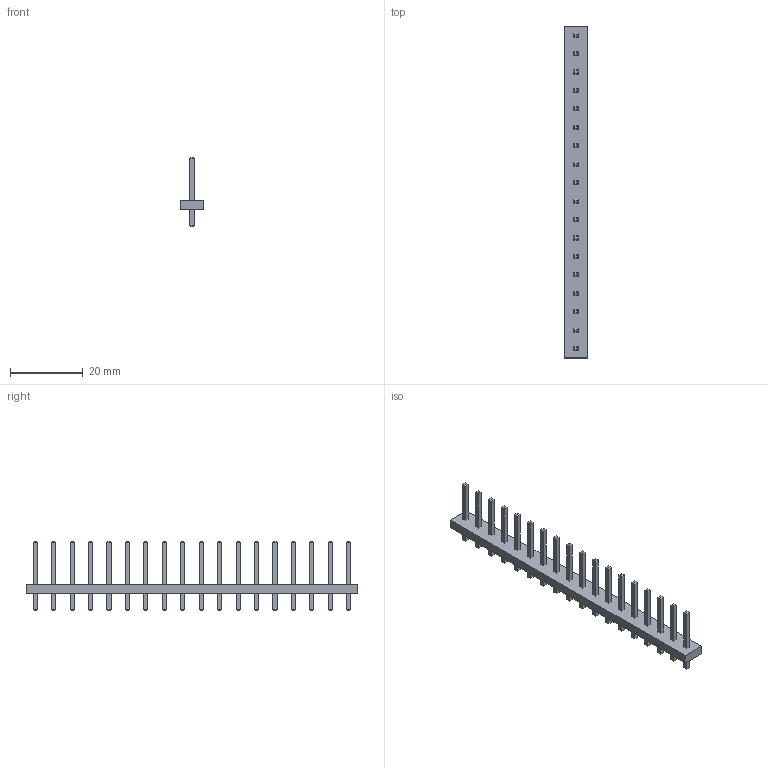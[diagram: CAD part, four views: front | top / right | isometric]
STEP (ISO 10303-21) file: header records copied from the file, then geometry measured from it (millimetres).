
FILE_DESCRIPTION(/* description */ ('model of Samtec_HPM-18-01-x-S_Straight_1x18_Pitch5.08mm'),/* implementation_level */ '2;1');
FILE_NAME(/* name */ 'Samtec_HPM-18-01-x-S_Straight_1x18_Pitch5.08mm.step',/* time_stamp */ '2023-01-04T12:13:40',/* author */ ('KiCAD','kicad'),/* organization */ ('OCCT'),/* preprocessor_version */ '',/* originating_system */ 'KiCAD',/* authorisation */ '');
FILE_SCHEMA(('AUTOMOTIVE_DESIGN { 1 0 10303 214 1 1 1 1 }'));
Length unit declared in the file: millimetre
Products named in the file (7): CQ assembly; d70ac7a6-8c20-11ed-9f4e-a0cec80452fd; d70ac7a6-8c20-11ed-9f4e-a0cec80452fd_part; d70acc24-8c20-11ed-9f4e-a0cec80452fd; d70acc24-8c20-11ed-9f4e-a0cec80452fd_part; d70acef4-8c20-11ed-9f4e-a0cec80452fd; d70acef4-8c20-11ed-9f4e-a0cec80452fd_part
Assembly tree (6 placements, depth 4):
  CQ assembly
    d70ac7a6-8c20-11ed-9f4e-a0cec80452fd
      d70ac7a6-8c20-11ed-9f4e-a0cec80452fd_part
      d70acc24-8c20-11ed-9f4e-a0cec80452fd
        d70acc24-8c20-11ed-9f4e-a0cec80452fd_part
      d70acef4-8c20-11ed-9f4e-a0cec80452fd
        d70acef4-8c20-11ed-9f4e-a0cec80452fd_part
Bounding box: 6.35 x 91.44 x 19.05 mm (x, y, z)
Volume: 1914.9 mm3; surface area: 3236.2 mm2
Topology: 19 solids, 19 shells, 258 faces, 516 edges, 296 vertices
Faces by surface type: plane 258
Entity records: 6567 total; most frequent: CARTESIAN_POINT 1077, DIRECTION 1046, ORIENTED_EDGE 1032, EDGE_CURVE 516, LINE 516, VECTOR 516, VERTEX_POINT 296, AXIS2_PLACEMENT_3D 265
